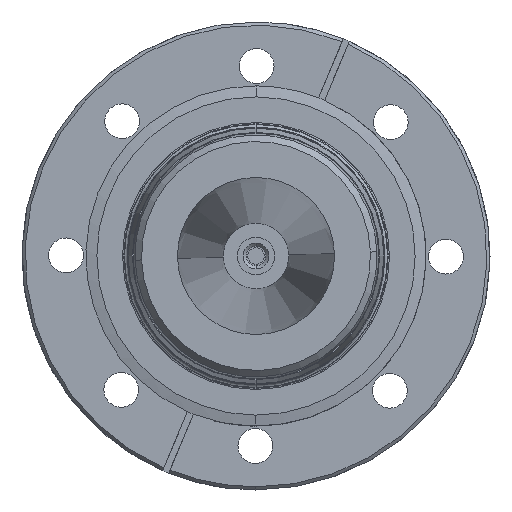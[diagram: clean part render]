
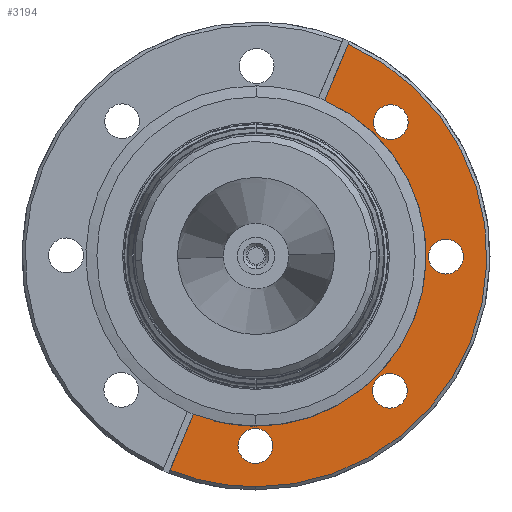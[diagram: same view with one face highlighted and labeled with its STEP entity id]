
A CAD part, front view. The second image highlights one B-rep face of the part: STEP entity #3194.
In plain terms, the highlighted planar face has unit normal (0, -1, 0).
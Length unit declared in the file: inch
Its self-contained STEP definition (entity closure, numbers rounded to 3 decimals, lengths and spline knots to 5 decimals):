
#2 = CARTESIAN_POINT ( 'NONE',  ( 2.20499, -0.17037, -0.0076 ) ) ;
#4 = PLANE ( 'NONE',  #3312 ) ;
#7 = DIRECTION ( 'NONE',  ( 0., -1., 0. ) ) ;
#59 = DIRECTION ( 'NONE',  ( 0., -1., 0. ) ) ;
#123 = DIRECTION ( 'NONE',  ( -0.705, 0., 0.71 ) ) ;
#125 = CARTESIAN_POINT ( 'NONE',  ( 1.27826, -0.17037, -1.28711 ) ) ;
#579 = ORIENTED_EDGE ( 'NONE', *, *, #1591, .F. ) ;
#587 = ORIENTED_EDGE ( 'NONE', *, *, #4569, .F. ) ;
#596 = ORIENTED_EDGE ( 'NONE', *, *, #1567, .F. ) ;
#605 = ORIENTED_EDGE ( 'NONE', *, *, #4178, .T. ) ;
#606 = ORIENTED_EDGE ( 'NONE', *, *, #1580, .F. ) ;
#608 = ORIENTED_EDGE ( 'NONE', *, *, #4910, .F. ) ;
#650 = ORIENTED_EDGE ( 'NONE', *, *, #1833, .F. ) ;
#680 = ORIENTED_EDGE ( 'NONE', *, *, #1584, .F. ) ;
#690 = ORIENTED_EDGE ( 'NONE', *, *, #5080, .F. ) ;
#735 = ORIENTED_EDGE ( 'NONE', *, *, #1607, .T. ) ;
#853 = ORIENTED_EDGE ( 'NONE', *, *, #1756, .F. ) ;
#854 = ORIENTED_EDGE ( 'NONE', *, *, #1598, .F. ) ;
#864 = VERTEX_POINT ( 'NONE', #2336 ) ;
#870 = ORIENTED_EDGE ( 'NONE', *, *, #5053, .F. ) ;
#1206 = VERTEX_POINT ( 'NONE', #2413 ) ;
#1215 = VERTEX_POINT ( 'NONE', #2057 ) ;
#1234 = VERTEX_POINT ( 'NONE', #2406 ) ;
#1247 = VERTEX_POINT ( 'NONE', #2288 ) ;
#1249 = VERTEX_POINT ( 'NONE', #2357 ) ;
#1322 = VERTEX_POINT ( 'NONE', #2327 ) ;
#1364 = VERTEX_POINT ( 'NONE', #2266 ) ;
#1384 = VERTEX_POINT ( 'NONE', #2210 ) ;
#1567 = EDGE_CURVE ( 'NONE', #1364, #1247, #6740, .T. ) ;
#1580 = EDGE_CURVE ( 'NONE', #7213, #864, #6724, .T. ) ;
#1584 = EDGE_CURVE ( 'NONE', #1234, #1215, #6718, .T. ) ;
#1591 = EDGE_CURVE ( 'NONE', #7203, #7215, #6710, .T. ) ;
#1598 = EDGE_CURVE ( 'NONE', #1322, #1249, #6698, .T. ) ;
#1607 = EDGE_CURVE ( 'NONE', #7203, #1206, #6689, .T. ) ;
#1708 = VERTEX_POINT ( 'NONE', #2102 ) ;
#1756 = EDGE_CURVE ( 'NONE', #7215, #7213, #6651, .T. ) ;
#1833 = EDGE_CURVE ( 'NONE', #1215, #1234, #6539, .T. ) ;
#1974 = DIRECTION ( 'NONE',  ( 0., -1., 0. ) ) ;
#1977 = DIRECTION ( 'NONE',  ( 0.003, 0., 1. ) ) ;
#1978 = DIRECTION ( 'NONE',  ( 0., -1., 0. ) ) ;
#1979 = CARTESIAN_POINT ( 'NONE',  ( 0., -0.17037, 0. ) ) ;
#2021 = CARTESIAN_POINT ( 'NONE',  ( 0., -0.17037, 0. ) ) ;
#2043 = DIRECTION ( 'NONE',  ( -1., 0., 0.003 ) ) ;
#2055 = DIRECTION ( 'NONE',  ( 0., -1., 0. ) ) ;
#2057 = CARTESIAN_POINT ( 'NONE',  ( 1.27884, -0.17037, -1.12111 ) ) ;
#2102 = CARTESIAN_POINT ( 'NONE',  ( 1.28653, -0.17037, 1.11226 ) ) ;
#2200 = DIRECTION ( 'NONE',  ( 0.386, 0., 0.923 ) ) ;
#2210 = CARTESIAN_POINT ( 'NONE',  ( 1.28768, -0.17037, 1.44426 ) ) ;
#2231 = CARTESIAN_POINT ( 'NONE',  ( -0.97778, -0.17037, -2.41809 ) ) ;
#2247 = DIRECTION ( 'NONE',  ( -0.705, 0., 0.71 ) ) ;
#2265 = CARTESIAN_POINT ( 'NONE',  ( 1.27826, -0.17037, -1.28711 ) ) ;
#2266 = CARTESIAN_POINT ( 'NONE',  ( -0.00568, -0.17037, -1.64799 ) ) ;
#2267 = DIRECTION ( 'NONE',  ( 0., -1., 0. ) ) ;
#2288 = CARTESIAN_POINT ( 'NONE',  ( -0.00682, -0.17037, -1.97999 ) ) ;
#2315 = DIRECTION ( 'NONE',  ( 0.003, 0., 1. ) ) ;
#2327 = CARTESIAN_POINT ( 'NONE',  ( 1.81342, -0.17037, -0.17225 ) ) ;
#2336 = CARTESIAN_POINT ( 'NONE',  ( 0.87935, -0.17037, 2.02207 ) ) ;
#2357 = CARTESIAN_POINT ( 'NONE',  ( 1.81456, -0.17037, 0.15975 ) ) ;
#2381 = CARTESIAN_POINT ( 'NONE',  ( 1.81399, -0.17037, -0.00625 ) ) ;
#2403 = DIRECTION ( 'NONE',  ( 0.386, 0., 0.923 ) ) ;
#2404 = CARTESIAN_POINT ( 'NONE',  ( 0.65552, -0.17037, 1.48692 ) ) ;
#2406 = CARTESIAN_POINT ( 'NONE',  ( 1.27769, -0.17037, -1.4531 ) ) ;
#2410 = DIRECTION ( 'NONE',  ( 0., -1., 0. ) ) ;
#2413 = CARTESIAN_POINT ( 'NONE',  ( -0.0076, -0.17037, -2.20499 ) ) ;
#2447 = DIRECTION ( 'NONE',  ( 0.003, 0., 1. ) ) ;
#2453 = CARTESIAN_POINT ( 'NONE',  ( -0.00625, -0.17037, -1.81399 ) ) ;
#2536 = CARTESIAN_POINT ( 'NONE',  ( 0., -0.17037, 0. ) ) ;
#2537 = DIRECTION ( 'NONE',  ( 0., -1., 0. ) ) ;
#2539 = DIRECTION ( 'NONE',  ( 0.003, 0., 1. ) ) ;
#2559 = CARTESIAN_POINT ( 'NONE',  ( 1.81399, -0.17037, -0.00625 ) ) ;
#2560 = DIRECTION ( 'NONE',  ( 0., -1., 0. ) ) ;
#2561 = DIRECTION ( 'NONE',  ( -1., 0., 0.003 ) ) ;
#3129 = CARTESIAN_POINT ( 'NONE',  ( -0.82215, -0.17037, -2.04599 ) ) ;
#3137 = CARTESIAN_POINT ( 'NONE',  ( 0.65552, -0.17037, 1.48692 ) ) ;
#3139 = CARTESIAN_POINT ( 'NONE',  ( -0.59832, -0.17037, -1.51084 ) ) ;
#3194 = ADVANCED_FACE ( 'NONE', ( #6410, #6400, #6404, #6414, #6402 ), #4, .T. ) ;
#3242 = AXIS2_PLACEMENT_3D ( 'NONE', #125, #59, #123 ) ;
#3312 = AXIS2_PLACEMENT_3D ( 'NONE', #2, #7, #5213 ) ;
#3548 = AXIS2_PLACEMENT_3D ( 'NONE', #2536, #2537, #2539 ) ;
#3606 = AXIS2_PLACEMENT_3D ( 'NONE', #2559, #2560, #2561 ) ;
#3887 = CARTESIAN_POINT ( 'NONE',  ( 1.28711, -0.17037, 1.27826 ) ) ;
#3888 = DIRECTION ( 'NONE',  ( 0., -1., 0. ) ) ;
#3889 = DIRECTION ( 'NONE',  ( -0.71, 0., -0.705 ) ) ;
#3904 = CARTESIAN_POINT ( 'NONE',  ( 1.28711, -0.17037, 1.27826 ) ) ;
#3905 = DIRECTION ( 'NONE',  ( 0., -1., 0. ) ) ;
#3906 = DIRECTION ( 'NONE',  ( -0.71, 0., -0.705 ) ) ;
#4178 = EDGE_CURVE ( 'NONE', #1206, #864, #6039, .T. ) ;
#4552 = AXIS2_PLACEMENT_3D ( 'NONE', #2265, #2267, #2247 ) ;
#4566 = AXIS2_PLACEMENT_3D ( 'NONE', #2453, #2055, #2447 ) ;
#4569 = EDGE_CURVE ( 'NONE', #1247, #1364, #5922, .T. ) ;
#4613 = CARTESIAN_POINT ( 'NONE',  ( -0.00625, -0.17037, -1.81399 ) ) ;
#4614 = DIRECTION ( 'NONE',  ( 0., -1., 0. ) ) ;
#4615 = DIRECTION ( 'NONE',  ( 0.003, 0., 1. ) ) ;
#4910 = EDGE_CURVE ( 'NONE', #1708, #1384, #5757, .T. ) ;
#5053 = EDGE_CURVE ( 'NONE', #1384, #1708, #5752, .T. ) ;
#5080 = EDGE_CURVE ( 'NONE', #1249, #1322, #5721, .T. ) ;
#5213 = DIRECTION ( 'NONE',  ( 0.003, 0., 1. ) ) ;
#5343 = AXIS2_PLACEMENT_3D ( 'NONE', #4613, #4614, #4615 ) ;
#5428 = AXIS2_PLACEMENT_3D ( 'NONE', #3887, #3888, #3889 ) ;
#5433 = AXIS2_PLACEMENT_3D ( 'NONE', #3904, #3905, #3906 ) ;
#5721 = CIRCLE ( 'NONE', #3606, 0.166 ) ;
#5752 = CIRCLE ( 'NONE', #5433, 0.166 ) ;
#5757 = CIRCLE ( 'NONE', #5428, 0.166 ) ;
#5922 = CIRCLE ( 'NONE', #5343, 0.166 ) ;
#6039 = CIRCLE ( 'NONE', #3548, 2.205 ) ;
#6143 = AXIS2_PLACEMENT_3D ( 'NONE', #1979, #1978, #1977 ) ;
#6145 = AXIS2_PLACEMENT_3D ( 'NONE', #2381, #2410, #2043 ) ;
#6155 = AXIS2_PLACEMENT_3D ( 'NONE', #2021, #1974, #2315 ) ;
#6400 = FACE_BOUND ( 'NONE', #7111, .T. ) ;
#6402 = FACE_OUTER_BOUND ( 'NONE', #7186, .T. ) ;
#6404 = FACE_BOUND ( 'NONE', #7051, .T. ) ;
#6410 = FACE_BOUND ( 'NONE', #7104, .T. ) ;
#6414 = FACE_BOUND ( 'NONE', #7057, .T. ) ;
#6539 = CIRCLE ( 'NONE', #3242, 0.166 ) ;
#6651 = CIRCLE ( 'NONE', #6143, 1.625 ) ;
#6689 = CIRCLE ( 'NONE', #6155, 2.205 ) ;
#6698 = CIRCLE ( 'NONE', #6145, 0.166 ) ;
#6706 = VECTOR ( 'NONE', #2200, 39.37008 ) ;
#6710 = LINE ( 'NONE', #2231, #6706 ) ;
#6718 = CIRCLE ( 'NONE', #4552, 0.166 ) ;
#6720 = VECTOR ( 'NONE', #2403, 39.37008 ) ;
#6724 = LINE ( 'NONE', #2404, #6720 ) ;
#6740 = CIRCLE ( 'NONE', #4566, 0.166 ) ;
#7051 = EDGE_LOOP ( 'NONE', ( #870, #608 ) ) ;
#7057 = EDGE_LOOP ( 'NONE', ( #596, #587 ) ) ;
#7104 = EDGE_LOOP ( 'NONE', ( #650, #680 ) ) ;
#7111 = EDGE_LOOP ( 'NONE', ( #690, #854 ) ) ;
#7186 = EDGE_LOOP ( 'NONE', ( #606, #853, #579, #735, #605 ) ) ;
#7203 = VERTEX_POINT ( 'NONE', #3129 ) ;
#7213 = VERTEX_POINT ( 'NONE', #3137 ) ;
#7215 = VERTEX_POINT ( 'NONE', #3139 ) ;
